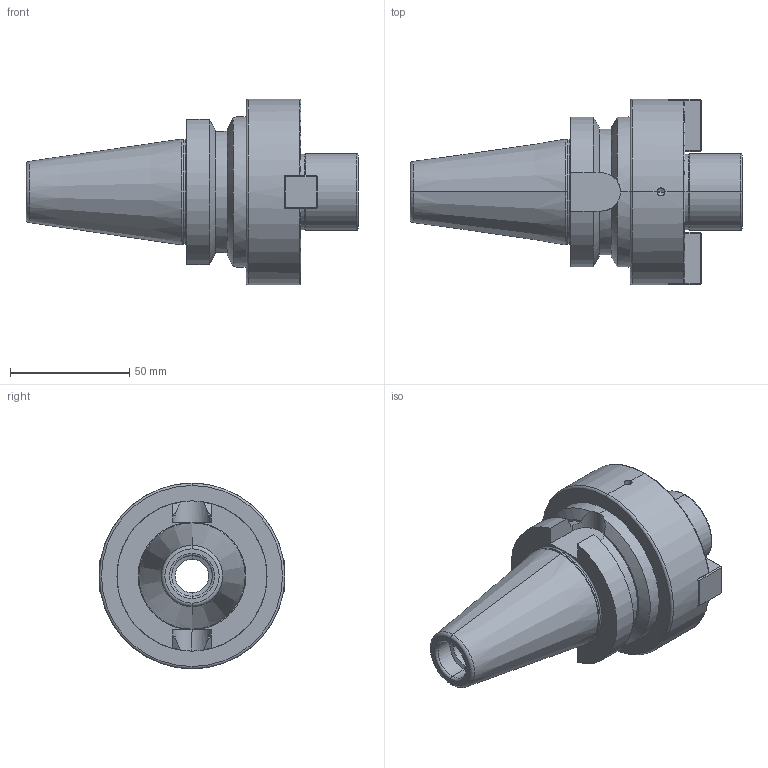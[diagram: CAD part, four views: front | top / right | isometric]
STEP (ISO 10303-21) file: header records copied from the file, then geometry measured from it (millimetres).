
FILE_DESCRIPTION (( 'STEP AP203' ), '1' );
FILE_NAME ('S.B40.0332.50.STEP', '2018-07-01T21:57:08', ( '' ), ( '' ), 'SwSTEP 2.0', 'SolidWorks 2013', '' );
FILE_SCHEMA (( 'CONFIG_CONTROL_DESIGN' ));
Length unit declared in the file: millimetre
Products named in the file (1): S.B40.0332.50
Bounding box: 139.4 x 78 x 78 mm (x, y, z)
Volume: 242405.5 mm3; surface area: 41608 mm2
Topology: 3 solids, 3 shells, 164 faces, 381 edges, 215 vertices
Faces by surface type: plane 78, cylinder 43, cone 26, torus 17
Entity records: 5121 total; most frequent: CARTESIAN_POINT 1381, DIRECTION 778, ORIENTED_EDGE 742, EDGE_CURVE 371, AXIS2_PLACEMENT_3D 284, VERTEX_POINT 215, LINE 210, VECTOR 210
